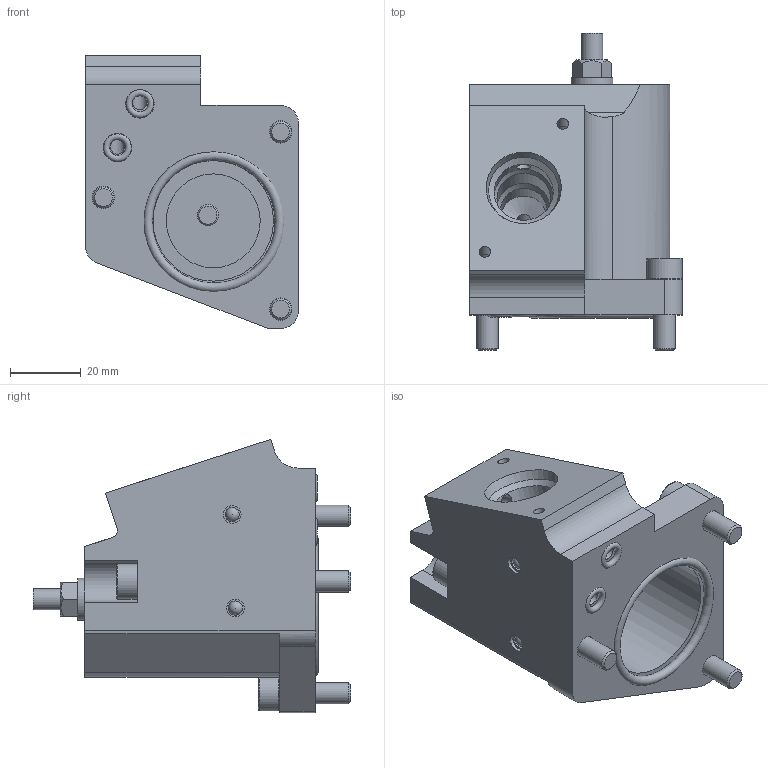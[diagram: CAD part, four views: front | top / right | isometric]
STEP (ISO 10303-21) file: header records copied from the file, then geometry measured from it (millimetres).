
FILE_DESCRIPTION(/* description */ ('Unknown'),/* implementation_level */ '2;1');
FILE_NAME(/* name */ '1435589_AP-2220-343-step',/* time_stamp */ '2021-03-11T14:45:31+01:00',/* author */ ('Unknown'),/* organization */ ('Unknown'),/* preprocessor_version */ 'ST-DEVELOPER v16.7',/* originating_system */ 'DEX',/* authorisation */ $);
FILE_SCHEMA (('AUTOMOTIVE_DESIGN {1 0 10303 214 3 1 1}'));
Length unit declared in the file: millimetre
Products named in the file (9): AP-2220-343-C; AP-2220-002-006-B; WT-2600-516; WT-2603-524; WU-4405-050; WU-1506-020; WU-1506-060; WV-2400-706; WV-7306-025
Assembly tree (12 placements, depth 2):
  AP-2220-343-C
    AP-2220-002-006-B
    WT-2600-516  x2
    WT-2603-524
    WU-4405-050  x3
    WU-1506-020  x2
    WU-1506-060
    WV-2400-706
    WV-7306-025
Bounding box: 60 x 89.5 x 77.09 mm (x, y, z)
Volume: 114184.7 mm3; surface area: 36162.5 mm2
Topology: 12 solids, 12 shells, 231 faces, 530 edges, 360 vertices
Faces by surface type: plane 111, cylinder 82, cone 22, torus 13, sphere 3
Full cylindrical faces by diameter (mm): 3.242 x4, 4 x10, 4.75 x15, 4.917 x2, 5 x21, 6 x4, 6.3 x3, 7.8 x2, 10 x3, 11.8 x1, 13.1 x1, 15.1 x1, 16.7 x1, 26.5 x1, 34 x1, 39 x1
Entity records: 5269 total; most frequent: CARTESIAN_POINT 831, DIRECTION 722, ORIENTED_EDGE 540, AXIS2_PLACEMENT_3D 301, FACE_BOUND 279, EDGE_LOOP 273, EDGE_CURVE 270, VERTEX_POINT 219
